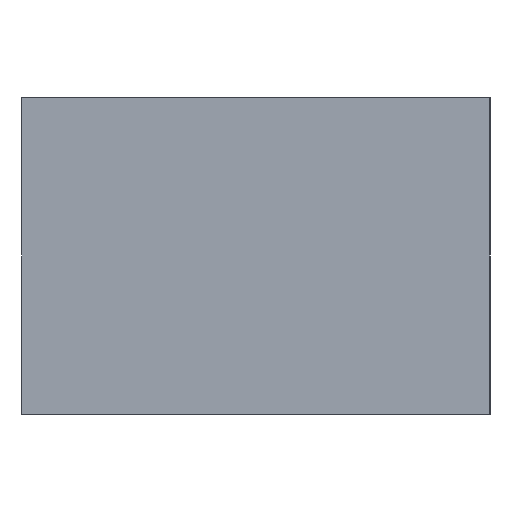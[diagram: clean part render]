
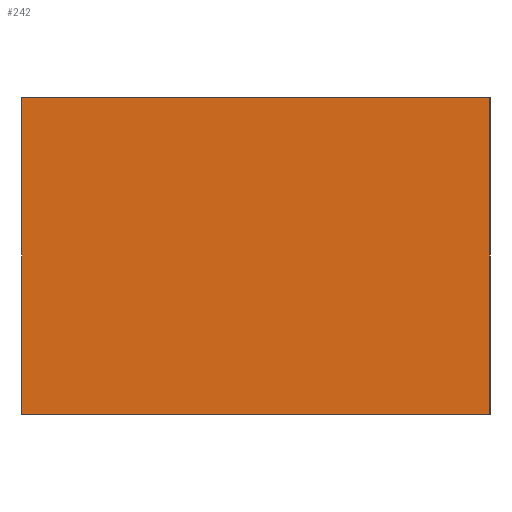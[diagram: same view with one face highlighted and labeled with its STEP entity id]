
A CAD part, left-side view. The second image highlights one B-rep face of the part: STEP entity #242.
In plain terms, the highlighted planar face has unit normal (-1, 0, 0).
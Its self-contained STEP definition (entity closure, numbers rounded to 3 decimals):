
#10 = LINE ( 'NONE', #471, #417 ) ;
#42 = ORIENTED_EDGE ( 'NONE', *, *, #70, .T. ) ;
#59 = ORIENTED_EDGE ( 'NONE', *, *, #490, .F. ) ;
#70 = EDGE_CURVE ( 'NONE', #567, #612, #10, .T. ) ;
#78 = CARTESIAN_POINT ( 'NONE',  ( -12.66, -12.5, 12.5 ) ) ;
#81 = CARTESIAN_POINT ( 'NONE',  ( -12.66, 6., 12.5 ) ) ;
#105 = PLANE ( 'NONE',  #669 ) ;
#125 = VECTOR ( 'NONE', #735, 1000. ) ;
#155 = CARTESIAN_POINT ( 'NONE',  ( -12.66, -12.5, 0. ) ) ;
#178 = LINE ( 'NONE', #483, #560 ) ;
#185 = ORIENTED_EDGE ( 'NONE', *, *, #526, .F. ) ;
#209 = VECTOR ( 'NONE', #357, 1000. ) ;
#233 = FACE_OUTER_BOUND ( 'NONE', #241, .T. ) ;
#241 = EDGE_LOOP ( 'NONE', ( #385, #185, #59, #42 ) ) ;
#242 = ADVANCED_FACE ( 'NONE', ( #233 ), #105, .F. ) ;
#295 = DIRECTION ( 'NONE',  ( 1., 0., 0. ) ) ;
#357 = DIRECTION ( 'NONE',  ( 0., -1., 0. ) ) ;
#385 = ORIENTED_EDGE ( 'NONE', *, *, #660, .T. ) ;
#402 = CARTESIAN_POINT ( 'NONE',  ( -12.66, 6., 0. ) ) ;
#411 = LINE ( 'NONE', #155, #209 ) ;
#417 = VECTOR ( 'NONE', #700, 1000. ) ;
#470 = DIRECTION ( 'NONE',  ( 0., -1., 0. ) ) ;
#471 = CARTESIAN_POINT ( 'NONE',  ( -12.66, 6., 12.5 ) ) ;
#483 = CARTESIAN_POINT ( 'NONE',  ( -12.66, -12.5, 12.5 ) ) ;
#490 = EDGE_CURVE ( 'NONE', #567, #628, #178, .T. ) ;
#497 = LINE ( 'NONE', #78, #125 ) ;
#515 = CARTESIAN_POINT ( 'NONE',  ( -12.66, -12.5, 12.5 ) ) ;
#520 = CARTESIAN_POINT ( 'NONE',  ( -12.66, -12.5, 12.5 ) ) ;
#526 = EDGE_CURVE ( 'NONE', #628, #630, #497, .T. ) ;
#560 = VECTOR ( 'NONE', #470, 1000. ) ;
#567 = VERTEX_POINT ( 'NONE', #81 ) ;
#612 = VERTEX_POINT ( 'NONE', #402 ) ;
#628 = VERTEX_POINT ( 'NONE', #515 ) ;
#630 = VERTEX_POINT ( 'NONE', #739 ) ;
#634 = DIRECTION ( 'NONE',  ( 0., 0., -1. ) ) ;
#660 = EDGE_CURVE ( 'NONE', #612, #630, #411, .T. ) ;
#669 = AXIS2_PLACEMENT_3D ( 'NONE', #520, #295, #634 ) ;
#700 = DIRECTION ( 'NONE',  ( 0., 0., -1. ) ) ;
#735 = DIRECTION ( 'NONE',  ( 0., 0., -1. ) ) ;
#739 = CARTESIAN_POINT ( 'NONE',  ( -12.66, -12.5, 0. ) ) ;
